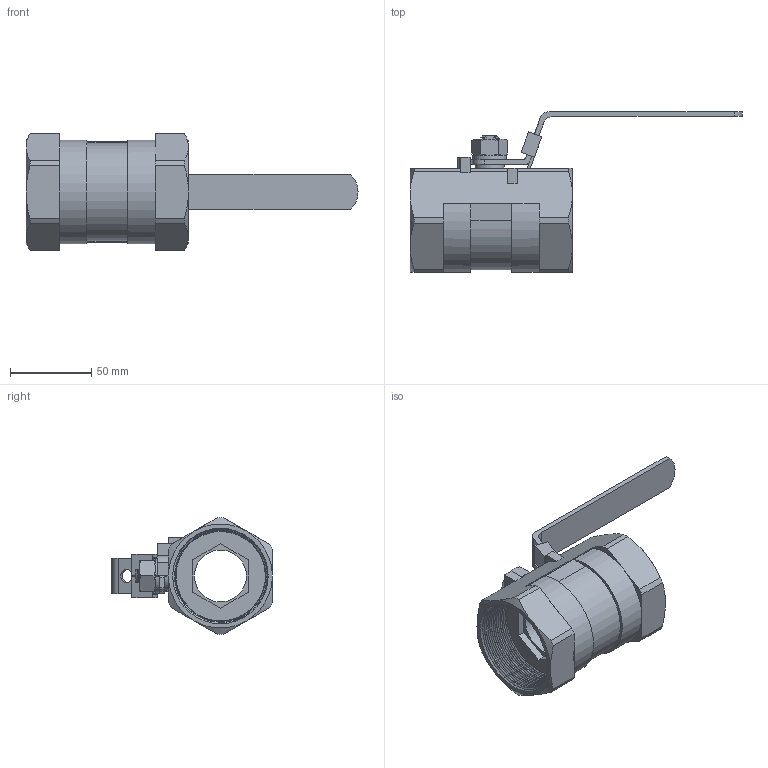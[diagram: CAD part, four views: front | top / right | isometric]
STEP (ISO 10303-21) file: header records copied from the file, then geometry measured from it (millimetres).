
FILE_DESCRIPTION(/* description */ ('Unknown'),/* implementation_level */ '2;1');
FILE_NAME(/* name */ 'R-590 DN50',/* time_stamp */ '2020-09-14T17:37:18+08:00',/* author */ ('Unknown'),/* organization */ ('Unknown'),/* preprocessor_version */ 'ST-DEVELOPER v16.7',/* originating_system */ 'DEX',/* authorisation */ $);
FILE_SCHEMA (('AUTOMOTIVE_DESIGN {1 0 10303 214 3 1 1}'));
Length unit declared in the file: millimetre
Products named in the file (2): R-590 DN50; DN50
Assembly tree (1 placements, depth 2):
  R-590 DN50
    DN50
Bounding box: 204.4 x 99 x 71.89 mm (x, y, z)
Volume: 191189.2 mm3; surface area: 68916.2 mm2
Topology: 1 solids, 1 shells, 282 faces, 961 edges, 659 vertices
Faces by surface type: plane 128, cylinder 77, bspline 42, cone 35
Full cylindrical faces by diameter (mm): 8 x1, 12 x1, 12.1 x1, 12.2 x1, 17.9 x1, 18 x1, 32 x1, 54.6 x1, 55.8 x14
Entity records: 24167 total; most frequent: CARTESIAN_POINT 16990, ORIENTED_EDGE 1858, DIRECTION 1109, EDGE_CURVE 929, VERTEX_POINT 655, AXIS2_PLACEMENT_3D 390, LINE 329, VECTOR 329
